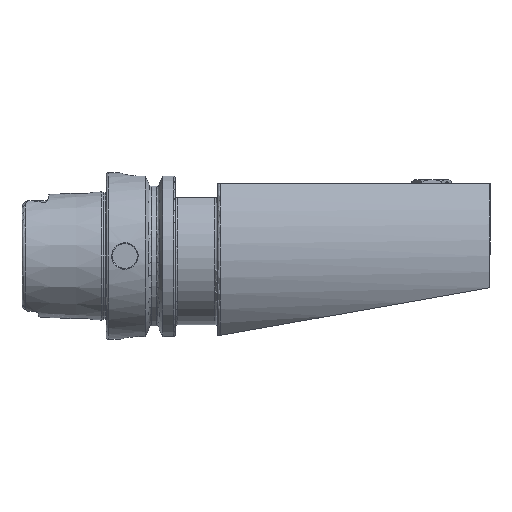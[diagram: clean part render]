
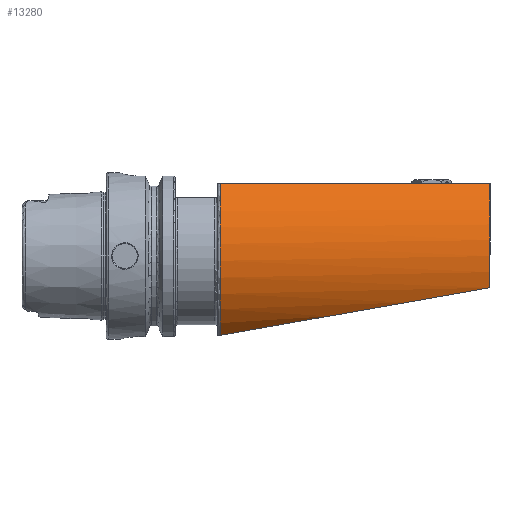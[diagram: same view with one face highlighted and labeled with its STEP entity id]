
A CAD part, front view. The second image highlights one B-rep face of the part: STEP entity #13280.
In plain terms, the highlighted cylindrical face has radius 40 mm (diameter 80 mm), a partial arc.
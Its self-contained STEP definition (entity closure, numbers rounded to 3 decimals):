
#254 = DIRECTION ( 'NONE',  ( -1., 0., 0. ) ) ;
#650 = DIRECTION ( 'NONE',  ( 0., 0., 1. ) ) ;
#742 = CARTESIAN_POINT ( 'NONE',  ( 145., -29.047, 27.5 ) ) ;
#1395 = AXIS2_PLACEMENT_3D ( 'NONE', #6924, #10183, #4022 ) ;
#2895 = CARTESIAN_POINT ( 'NONE',  ( 145., -38.158, -12. ) ) ;
#3320 =( BOUNDED_CURVE ( )  B_SPLINE_CURVE ( 3, ( #11549, #9342, #5125, #2895 ),
 .UNSPECIFIED., .F., .F. ) 
 B_SPLINE_CURVE_WITH_KNOTS ( ( 4, 4 ),
 ( 0.723, 1.266 ),
 .UNSPECIFIED. ) 
 CURVE ( )  GEOMETRIC_REPRESENTATION_ITEM ( )  RATIONAL_B_SPLINE_CURVE ( ( 1., 0.976, 0.976, 1. ) ) 
 REPRESENTATION_ITEM ( '' )  );
#3489 = EDGE_CURVE ( 'NONE', #9695, #11604, #5962, .T. ) ;
#4022 = DIRECTION ( 'NONE',  ( 0., 0., -1. ) ) ;
#4166 = CARTESIAN_POINT ( 'NONE',  ( 43., -26.474, -29.985 ) ) ;
#4776 = EDGE_CURVE ( 'NONE', #11604, #9709, #3320, .T. ) ;
#5125 = CARTESIAN_POINT ( 'NONE',  ( 105.356, -35.959, -18.99 ) ) ;
#5366 = FACE_OUTER_BOUND ( 'NONE', #9532, .T. ) ;
#5636 = DIRECTION ( 'NONE',  ( 0., 0., 1. ) ) ;
#5911 = VERTEX_POINT ( 'NONE', #742 ) ;
#5962 = CIRCLE ( 'NONE', #1395, 40. ) ;
#6070 = VECTOR ( 'NONE', #7533, 1000. ) ;
#6141 = DIRECTION ( 'NONE',  ( -1., 0., 0. ) ) ;
#6191 = EDGE_CURVE ( 'NONE', #9709, #5911, #11678, .T. ) ;
#6455 = CARTESIAN_POINT ( 'NONE',  ( -116.998, -29.047, 27.5 ) ) ;
#6514 = ORIENTED_EDGE ( 'NONE', *, *, #8549, .T. ) ;
#6903 = LINE ( 'NONE', #6455, #6070 ) ;
#6924 = CARTESIAN_POINT ( 'NONE',  ( 43., 0., 0. ) ) ;
#7505 = CARTESIAN_POINT ( 'NONE',  ( 43., -29.047, 27.5 ) ) ;
#7533 = DIRECTION ( 'NONE',  ( -1., 0., 0. ) ) ;
#7797 = CARTESIAN_POINT ( 'NONE',  ( 145., -38.158, -12. ) ) ;
#8549 = EDGE_CURVE ( 'NONE', #5911, #9695, #6903, .T. ) ;
#8772 = ORIENTED_EDGE ( 'NONE', *, *, #4776, .T. ) ;
#8821 = AXIS2_PLACEMENT_3D ( 'NONE', #10466, #6141, #650 ) ;
#9342 = CARTESIAN_POINT ( 'NONE',  ( 70.505, -31.967, -25.135 ) ) ;
#9532 = EDGE_LOOP ( 'NONE', ( #10790, #6514, #12960, #8772 ) ) ;
#9695 = VERTEX_POINT ( 'NONE', #7505 ) ;
#9709 = VERTEX_POINT ( 'NONE', #7797 ) ;
#9748 = CYLINDRICAL_SURFACE ( 'NONE', #13899, 40. ) ;
#10183 = DIRECTION ( 'NONE',  ( 1., 0., 0. ) ) ;
#10466 = CARTESIAN_POINT ( 'NONE',  ( 145., 0., 0. ) ) ;
#10790 = ORIENTED_EDGE ( 'NONE', *, *, #6191, .T. ) ;
#11549 = CARTESIAN_POINT ( 'NONE',  ( 43., -26.474, -29.985 ) ) ;
#11604 = VERTEX_POINT ( 'NONE', #4166 ) ;
#11678 = CIRCLE ( 'NONE', #8821, 40. ) ;
#12960 = ORIENTED_EDGE ( 'NONE', *, *, #3489, .T. ) ;
#13021 = CARTESIAN_POINT ( 'NONE',  ( -116.998, 0., 0. ) ) ;
#13280 = ADVANCED_FACE ( 'NONE', ( #5366 ), #9748, .T. ) ;
#13899 = AXIS2_PLACEMENT_3D ( 'NONE', #13021, #254, #5636 ) ;
